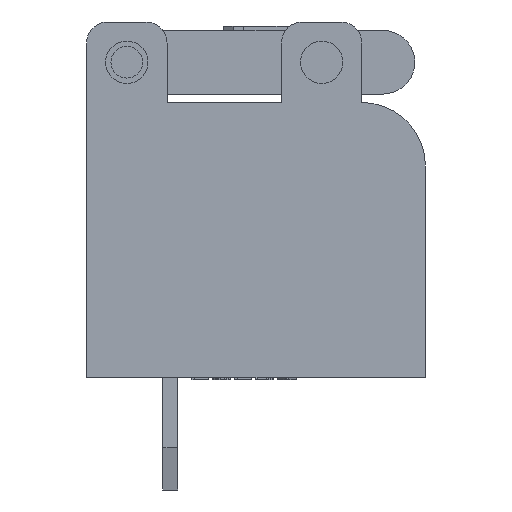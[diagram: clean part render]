
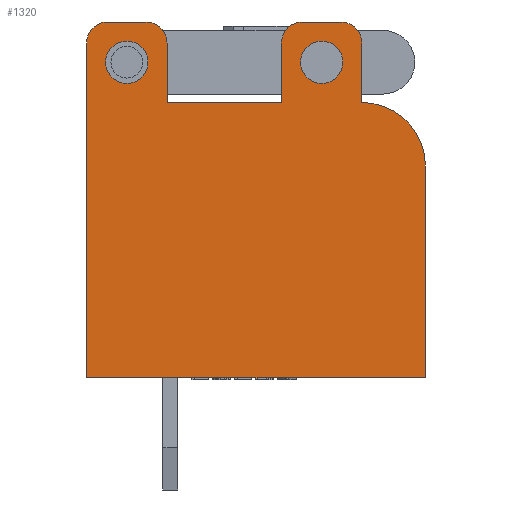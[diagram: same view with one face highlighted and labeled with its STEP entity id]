
A CAD part, left-side view. The second image highlights one B-rep face of the part: STEP entity #1320.
In plain terms, the highlighted planar face has unit normal (-1, 0, 0).
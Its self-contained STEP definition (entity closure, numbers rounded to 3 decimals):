
#1320=ADVANCED_FACE('',(#3185,#3186,#3187),#3188,.T.);
#3185=FACE_OUTER_BOUND('',#5615,.T.);
#3186=FACE_BOUND('',#5616,.T.);
#3187=FACE_BOUND('',#5617,.T.);
#3188=PLANE('',#5618);
#5615=EDGE_LOOP('',(#19849,#19850,#19851,#19852,#19853,#19854,#19855,#19856,#19857,#19858,#19859,#19860,#19861,#19862));
#5616=EDGE_LOOP('',(#19863,#19864));
#5617=EDGE_LOOP('',(#19865,#19866));
#5618=AXIS2_PLACEMENT_3D('',#19867,#19868,#19869);
#19849=ORIENTED_EDGE('',*,*,#25665,.T.);
#19850=ORIENTED_EDGE('',*,*,#25986,.T.);
#19851=ORIENTED_EDGE('',*,*,#25694,.T.);
#19852=ORIENTED_EDGE('',*,*,#25988,.T.);
#19853=ORIENTED_EDGE('',*,*,#25989,.T.);
#19854=ORIENTED_EDGE('',*,*,#25990,.T.);
#19855=ORIENTED_EDGE('',*,*,#25991,.T.);
#19856=ORIENTED_EDGE('',*,*,#25992,.T.);
#19857=ORIENTED_EDGE('',*,*,#25993,.T.);
#19858=ORIENTED_EDGE('',*,*,#25994,.F.);
#19859=ORIENTED_EDGE('',*,*,#25995,.T.);
#19860=ORIENTED_EDGE('',*,*,#25996,.T.);
#19861=ORIENTED_EDGE('',*,*,#25997,.T.);
#19862=ORIENTED_EDGE('',*,*,#25998,.T.);
#19863=ORIENTED_EDGE('',*,*,#25999,.T.);
#19864=ORIENTED_EDGE('',*,*,#26000,.T.);
#19865=ORIENTED_EDGE('',*,*,#26001,.T.);
#19866=ORIENTED_EDGE('',*,*,#26002,.T.);
#19867=CARTESIAN_POINT('',(-19.75,8.0,0.0));
#19868=DIRECTION('',(-1.0,0.0,0.0));
#19869=DIRECTION('',(0.0,-1.0,0.0));
#25665=EDGE_CURVE('',#29179,#29177,#29180,.T.);
#25694=EDGE_CURVE('',#29234,#29231,#29235,.T.);
#25986=EDGE_CURVE('',#29177,#29234,#29735,.T.);
#25988=EDGE_CURVE('',#29231,#29737,#29738,.T.);
#25989=EDGE_CURVE('',#29737,#29739,#29740,.T.);
#25990=EDGE_CURVE('',#29739,#29741,#29742,.T.);
#25991=EDGE_CURVE('',#29741,#29743,#29744,.T.);
#25992=EDGE_CURVE('',#29743,#29745,#29746,.T.);
#25993=EDGE_CURVE('',#29745,#29747,#29748,.T.);
#25994=EDGE_CURVE('',#29749,#29747,#29750,.T.);
#25995=EDGE_CURVE('',#29749,#29751,#29752,.T.);
#25996=EDGE_CURVE('',#29751,#29753,#29754,.T.);
#25997=EDGE_CURVE('',#29753,#29755,#29756,.T.);
#25998=EDGE_CURVE('',#29755,#29179,#29757,.T.);
#25999=EDGE_CURVE('',#29758,#29759,#29760,.T.);
#26000=EDGE_CURVE('',#29759,#29758,#29761,.T.);
#26001=EDGE_CURVE('',#29762,#29763,#29764,.T.);
#26002=EDGE_CURVE('',#29763,#29762,#29765,.T.);
#29177=VERTEX_POINT('',#34431);
#29179=VERTEX_POINT('',#34434);
#29180=LINE('',#34435,#34436);
#29231=VERTEX_POINT('',#34511);
#29234=VERTEX_POINT('',#34515);
#29235=LINE('',#34516,#34517);
#29735=LINE('',#35240,#35241);
#29737=VERTEX_POINT('',#35243);
#29738=CIRCLE('',#35244,3.0);
#29739=VERTEX_POINT('',#35245);
#29740=LINE('',#35246,#35247);
#29741=VERTEX_POINT('',#35248);
#29742=CIRCLE('',#35249,1.);
#29743=VERTEX_POINT('',#35250);
#29744=LINE('',#35251,#35252);
#29745=VERTEX_POINT('',#35253);
#29746=CIRCLE('',#35254,1.);
#29747=VERTEX_POINT('',#35255);
#29748=LINE('',#35256,#35257);
#29749=VERTEX_POINT('',#35258);
#29750=LINE('',#35259,#35260);
#29751=VERTEX_POINT('',#35261);
#29752=LINE('',#35262,#35263);
#29753=VERTEX_POINT('',#35264);
#29754=CIRCLE('',#35265,1.);
#29755=VERTEX_POINT('',#35266);
#29756=LINE('',#35267,#35268);
#29757=CIRCLE('',#35269,1.);
#29758=VERTEX_POINT('',#35270);
#29759=VERTEX_POINT('',#35271);
#29760=CIRCLE('',#35272,1.0);
#29761=CIRCLE('',#35273,1.0);
#29762=VERTEX_POINT('',#35274);
#29763=VERTEX_POINT('',#35275);
#29764=CIRCLE('',#35276,1.0);
#29765=CIRCLE('',#35277,1.0);
#34431=CARTESIAN_POINT('',(-19.75,8.0,0.0));
#34434=CARTESIAN_POINT('',(-19.75,8.0,15.8));
#34435=CARTESIAN_POINT('',(-19.75,8.0,15.8));
#34436=VECTOR('',#44139,1.0);
#34511=CARTESIAN_POINT('',(-19.75,-8.0,10.0));
#34515=CARTESIAN_POINT('',(-19.75,-8.0,0.0));
#34516=CARTESIAN_POINT('',(-19.75,-8.0,0.0));
#34517=VECTOR('',#44168,1.0);
#35240=CARTESIAN_POINT('',(-19.75,8.0,0.0));
#35241=VECTOR('',#44488,1.0);
#35243=CARTESIAN_POINT('',(-19.75,-5.0,13.0));
#35244=AXIS2_PLACEMENT_3D('',#44489,#44490,#44491);
#35245=CARTESIAN_POINT('',(-19.75,-5.0,15.8));
#35246=CARTESIAN_POINT('',(-19.75,-5.0,13.0));
#35247=VECTOR('',#44492,1.0);
#35248=CARTESIAN_POINT('',(-19.75,-4.0,16.8));
#35249=AXIS2_PLACEMENT_3D('',#44493,#44494,#44495);
#35250=CARTESIAN_POINT('',(-19.75,-2.2,16.8));
#35251=CARTESIAN_POINT('',(-19.75,-4.0,16.8));
#35252=VECTOR('',#44496,1.0);
#35253=CARTESIAN_POINT('',(-19.75,-1.2,15.8));
#35254=AXIS2_PLACEMENT_3D('',#44497,#44498,#44499);
#35255=CARTESIAN_POINT('',(-19.75,-1.2,13.0));
#35256=CARTESIAN_POINT('',(-19.75,-1.2,15.8));
#35257=VECTOR('',#44500,1.0);
#35258=CARTESIAN_POINT('',(-19.75,4.2,13.0));
#35259=CARTESIAN_POINT('',(-19.75,4.2,13.0));
#35260=VECTOR('',#44501,1.0);
#35261=CARTESIAN_POINT('',(-19.75,4.2,15.8));
#35262=CARTESIAN_POINT('',(-19.75,4.2,13.0));
#35263=VECTOR('',#44502,1.0);
#35264=CARTESIAN_POINT('',(-19.75,5.2,16.8));
#35265=AXIS2_PLACEMENT_3D('',#44503,#44504,#44505);
#35266=CARTESIAN_POINT('',(-19.75,7.0,16.8));
#35267=CARTESIAN_POINT('',(-19.75,5.2,16.8));
#35268=VECTOR('',#44506,1.0);
#35269=AXIS2_PLACEMENT_3D('',#44507,#44508,#44509);
#35270=CARTESIAN_POINT('',(-19.75,-2.1,14.9));
#35271=CARTESIAN_POINT('',(-19.75,-4.1,14.9));
#35272=AXIS2_PLACEMENT_3D('',#44510,#44511,#44512);
#35273=AXIS2_PLACEMENT_3D('',#44513,#44514,#44515);
#35274=CARTESIAN_POINT('',(-19.75,7.1,14.9));
#35275=CARTESIAN_POINT('',(-19.75,5.1,14.9));
#35276=AXIS2_PLACEMENT_3D('',#44516,#44517,#44518);
#35277=AXIS2_PLACEMENT_3D('',#44519,#44520,#44521);
#44139=DIRECTION('',(0.0,0.0,-1.0));
#44168=DIRECTION('',(0.0,0.0,1.0));
#44488=DIRECTION('',(0.0,-1.0,0.0));
#44489=CARTESIAN_POINT('',(-19.75,-5.0,10.0));
#44490=DIRECTION('',(-1.0,0.0,0.0));
#44491=DIRECTION('',(0.0,-1.0,0.0));
#44492=DIRECTION('',(0.0,0.0,1.0));
#44493=CARTESIAN_POINT('',(-19.75,-4.0,15.8));
#44494=DIRECTION('',(-1.0,-0.0,0.0));
#44495=DIRECTION('',(0.0,-1.0,0.));
#44496=DIRECTION('',(0.0,1.0,0.0));
#44497=CARTESIAN_POINT('',(-19.75,-2.2,15.8));
#44498=DIRECTION('',(-1.0,0.0,0.0));
#44499=DIRECTION('',(0.0,0.,1.0));
#44500=DIRECTION('',(0.0,0.0,-1.0));
#44501=DIRECTION('',(0.0,-1.0,0.0));
#44502=DIRECTION('',(0.0,0.0,1.0));
#44503=CARTESIAN_POINT('',(-19.75,5.2,15.8));
#44504=DIRECTION('',(-1.0,-0.0,0.0));
#44505=DIRECTION('',(0.0,-1.0,0.));
#44506=DIRECTION('',(0.0,1.0,0.0));
#44507=CARTESIAN_POINT('',(-19.75,7.0,15.8));
#44508=DIRECTION('',(-1.0,0.0,0.0));
#44509=DIRECTION('',(0.0,0.,1.0));
#44510=CARTESIAN_POINT('',(-19.75,-3.1,14.9));
#44511=DIRECTION('',(1.0,0.0,0.0));
#44512=DIRECTION('',(0.0,1.0,0.));
#44513=CARTESIAN_POINT('',(-19.75,-3.1,14.9));
#44514=DIRECTION('',(1.0,0.0,0.0));
#44515=DIRECTION('',(0.0,-1.0,0.));
#44516=CARTESIAN_POINT('',(-19.75,6.1,14.9));
#44517=DIRECTION('',(1.0,0.0,0.0));
#44518=DIRECTION('',(0.0,1.0,0.));
#44519=CARTESIAN_POINT('',(-19.75,6.1,14.9));
#44520=DIRECTION('',(1.0,0.0,0.0));
#44521=DIRECTION('',(0.0,-1.0,0.));
